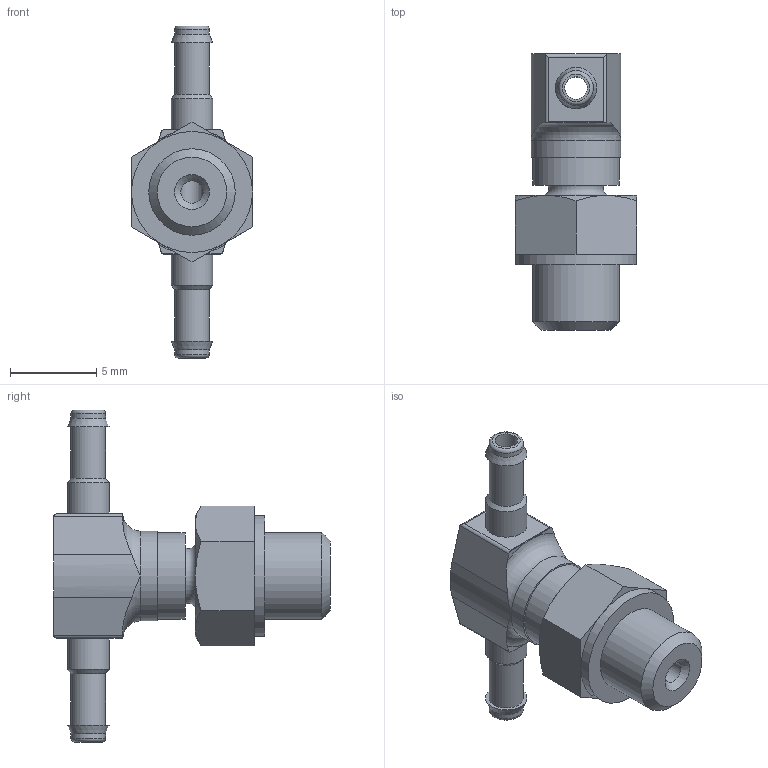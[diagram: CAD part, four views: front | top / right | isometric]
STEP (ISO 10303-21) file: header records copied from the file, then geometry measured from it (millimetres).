
FILE_DESCRIPTION(/* description */ ('STEP AP214'),/* implementation_level */ '2;1');
FILE_NAME(/* name */ '19525_TCN-M5-PK-2',/* time_stamp */ '2024-09-15T15:32:51+02:00',/* author */ ('License CC BY-ND 4.0'),/* organization */ ('CADENAS'),/* preprocessor_version */ 'ST-DEVELOPER v19.3',/* originating_system */ 'PARTsolutions',/* authorisation */ ' ');
FILE_SCHEMA (('AUTOMOTIVE_DESIGN {1 0 10303 214 3 1 1}'));
Length unit declared in the file: millimetre
Products named in the file (1): 19525 TCN-M5-PK-2
Bounding box: 7 x 16 x 19.2 mm (x, y, z)
Volume: 450.4 mm3; surface area: 635.2 mm2
Topology: 1 solids, 1 shells, 71 faces, 162 edges, 100 vertices
Faces by surface type: plane 32, cylinder 22, cone 12, torus 5
Full cylindrical faces by diameter (mm): 1.3 x2, 2 x4, 2.4 x2, 5 x2, 5.2 x1, 7 x1
Entity records: 1914 total; most frequent: CARTESIAN_POINT 372, DIRECTION 326, ORIENTED_EDGE 274, AXIS2_PLACEMENT_3D 139, EDGE_CURVE 137, EDGE_LOOP 104, FACE_BOUND 104, VERTEX_POINT 97
